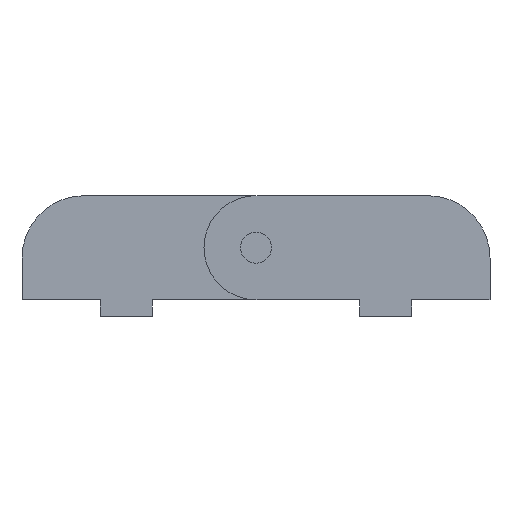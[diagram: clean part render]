
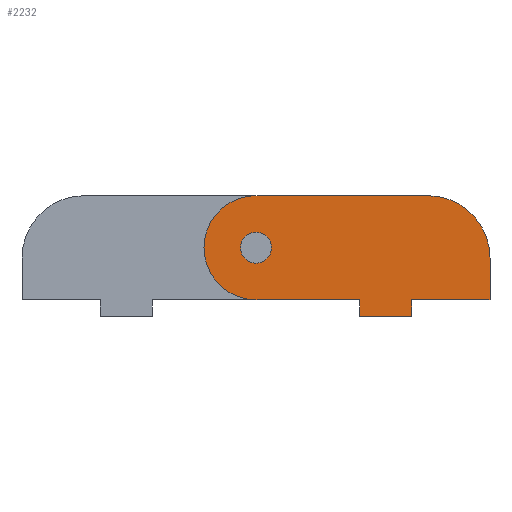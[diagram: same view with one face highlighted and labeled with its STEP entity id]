
A CAD part, front view. The second image highlights one B-rep face of the part: STEP entity #2232.
In plain terms, the highlighted free-form (B-spline) face has degree [1, 1] with [2, 2] control points.
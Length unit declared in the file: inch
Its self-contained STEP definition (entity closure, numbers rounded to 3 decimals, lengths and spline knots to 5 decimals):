
#1492=CARTESIAN_POINT('',(0.4675,-0.78,0.3125));
#1493=VERTEX_POINT('',#1492);
#1509=CARTESIAN_POINT('',(0.78,-0.78,0.));
#1510=VERTEX_POINT('',#1509);
#1517=CARTESIAN_POINT('',(0.78,-0.78,0.3125));
#1518=DIRECTION('',(0.0,-1.0,0.0));
#1519=DIRECTION('',(-1.0,0.0,0.0));
#1520=AXIS2_PLACEMENT_3D('',#1517,#1518,#1519);
#1521=CIRCLE('',#1520,0.3125);
#1522=EDGE_CURVE('',#1493,#1510,#1521,.T.);
#1553=CARTESIAN_POINT('',(0.68675,-0.78,0.3125));
#1554=VERTEX_POINT('',#1553);
#1563=CARTESIAN_POINT('',(0.87325,-0.78,0.3125));
#1564=VERTEX_POINT('',#1563);
#1565=CARTESIAN_POINT('',(0.78,-0.78,0.3125));
#1566=DIRECTION('',(0.0,-1.0,0.0));
#1567=DIRECTION('',(-1.0,0.0,0.0));
#1568=AXIS2_PLACEMENT_3D('',#1565,#1566,#1567);
#1569=CIRCLE('',#1568,0.09325);
#1570=EDGE_CURVE('',#1554,#1564,#1569,.T.);
#1855=CARTESIAN_POINT('',(0.78,-0.78,0.3125));
#1856=DIRECTION('',(0.0,-1.0,0.0));
#1857=DIRECTION('',(-1.0,0.0,0.0));
#1858=AXIS2_PLACEMENT_3D('',#1855,#1856,#1857);
#1859=CIRCLE('',#1858,0.09325);
#1860=EDGE_CURVE('',#1564,#1554,#1859,.T.);
#1870=CARTESIAN_POINT('',(2.185,-0.78,0.));
#1871=VERTEX_POINT('',#1870);
#1872=CARTESIAN_POINT('',(2.185,-0.78,0.25));
#1873=VERTEX_POINT('',#1872);
#1874=CARTESIAN_POINT('',(2.185,-0.78,0.));
#1875=DIRECTION('',(0.0,0.0,1.0));
#1876=VECTOR('',#1875,0.25);
#1877=LINE('',#1874,#1876);
#1878=EDGE_CURVE('',#1871,#1873,#1877,.T.);
#1931=CARTESIAN_POINT('',(1.81,-0.78,0.625));
#1932=VERTEX_POINT('',#1931);
#1933=CARTESIAN_POINT('',(1.81,-0.78,0.25));
#1934=DIRECTION('',(0.0,-1.0,0.0));
#1935=DIRECTION('',(-1.0,0.0,0.0));
#1936=AXIS2_PLACEMENT_3D('',#1933,#1934,#1935);
#1937=CIRCLE('',#1936,0.375);
#1938=EDGE_CURVE('',#1873,#1932,#1937,.T.);
#1964=CARTESIAN_POINT('',(0.78,-0.78,0.625));
#1965=VERTEX_POINT('',#1964);
#1966=CARTESIAN_POINT('',(1.81,-0.78,0.625));
#1967=DIRECTION('',(-1.0,0.0,0.0));
#1968=VECTOR('',#1967,1.03);
#1969=LINE('',#1966,#1968);
#1970=EDGE_CURVE('',#1932,#1965,#1969,.T.);
#2021=CARTESIAN_POINT('',(0.78,-0.78,0.3125));
#2022=DIRECTION('',(0.0,-1.0,0.0));
#2023=DIRECTION('',(-1.0,0.0,0.0));
#2024=AXIS2_PLACEMENT_3D('',#2021,#2022,#2023);
#2025=CIRCLE('',#2024,0.3125);
#2026=EDGE_CURVE('',#1965,#1493,#2025,.T.);
#2044=CARTESIAN_POINT('',(1.404,-0.78,0.));
#2045=VERTEX_POINT('',#2044);
#2046=CARTESIAN_POINT('',(0.78,-0.78,0.));
#2047=DIRECTION('',(1.0,0.0,0.0));
#2048=VECTOR('',#2047,0.624);
#2049=LINE('',#2046,#2048);
#2050=EDGE_CURVE('',#1510,#2045,#2049,.T.);
#2075=CARTESIAN_POINT('',(1.404,-0.78,-0.1));
#2076=VERTEX_POINT('',#2075);
#2077=CARTESIAN_POINT('',(1.404,-0.78,0.));
#2078=DIRECTION('',(0.0,0.0,-1.0));
#2079=VECTOR('',#2078,0.1);
#2080=LINE('',#2077,#2079);
#2081=EDGE_CURVE('',#2045,#2076,#2080,.T.);
#2106=CARTESIAN_POINT('',(1.716,-0.78,-0.1));
#2107=VERTEX_POINT('',#2106);
#2108=CARTESIAN_POINT('',(1.404,-0.78,-0.1));
#2109=DIRECTION('',(1.0,0.0,0.0));
#2110=VECTOR('',#2109,0.312);
#2111=LINE('',#2108,#2110);
#2112=EDGE_CURVE('',#2076,#2107,#2111,.T.);
#2141=CARTESIAN_POINT('',(1.716,-0.78,0.));
#2142=VERTEX_POINT('',#2141);
#2143=CARTESIAN_POINT('',(1.716,-0.78,-0.1));
#2144=DIRECTION('',(0.0,0.0,1.0));
#2145=VECTOR('',#2144,0.1);
#2146=LINE('',#2143,#2145);
#2147=EDGE_CURVE('',#2107,#2142,#2146,.T.);
#2172=CARTESIAN_POINT('',(1.716,-0.78,0.));
#2173=DIRECTION('',(1.0,0.0,0.0));
#2174=VECTOR('',#2173,0.469);
#2175=LINE('',#2172,#2174);
#2176=EDGE_CURVE('',#2142,#1871,#2175,.T.);
#2211=CARTESIAN_POINT('',(0.4675,-0.78,0.625));
#2212=CARTESIAN_POINT('',(0.4675,-0.78,-0.1));
#2213=CARTESIAN_POINT('',(2.185,-0.78,0.625));
#2214=CARTESIAN_POINT('',(2.185,-0.78,-0.1));
#2215=B_SPLINE_SURFACE_WITH_KNOTS('',1,1,((#2211,#2213),(#2212,#2214)),.UNSPECIFIED.,.F.,.F.,.U.,(2,2),(2,2),(0.0,0.725),(0.0,1.7175),.UNSPECIFIED.);
#2216=ORIENTED_EDGE('',*,*,#1878,.T.);
#2217=ORIENTED_EDGE('',*,*,#1938,.T.);
#2218=ORIENTED_EDGE('',*,*,#1970,.T.);
#2219=ORIENTED_EDGE('',*,*,#2026,.T.);
#2220=ORIENTED_EDGE('',*,*,#1522,.T.);
#2221=ORIENTED_EDGE('',*,*,#2050,.T.);
#2222=ORIENTED_EDGE('',*,*,#2081,.T.);
#2223=ORIENTED_EDGE('',*,*,#2112,.T.);
#2224=ORIENTED_EDGE('',*,*,#2147,.T.);
#2225=ORIENTED_EDGE('',*,*,#2176,.T.);
#2226=EDGE_LOOP('',(#2216,#2217,#2218,#2219,#2220,#2221,#2222,#2223,#2224,#2225));
#2227=FACE_OUTER_BOUND('',#2226,.T.);
#2228=ORIENTED_EDGE('',*,*,#1860,.F.);
#2229=ORIENTED_EDGE('',*,*,#1570,.F.);
#2230=EDGE_LOOP('',(#2228,#2229));
#2231=FACE_BOUND('',#2230,.T.);
#2232=ADVANCED_FACE('',(#2227,#2231),#2215,.T.);
